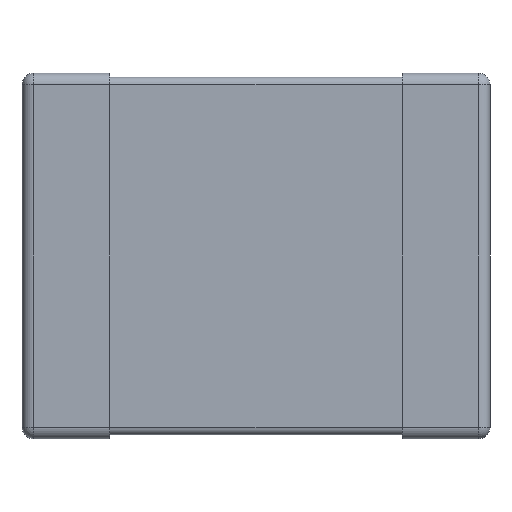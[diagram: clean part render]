
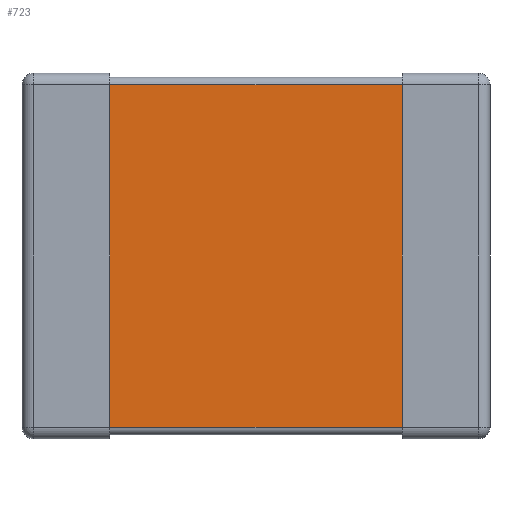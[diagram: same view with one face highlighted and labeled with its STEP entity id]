
A CAD part, front view. The second image highlights one B-rep face of the part: STEP entity #723.
In plain terms, the highlighted planar face has unit normal (0, -1, 0).
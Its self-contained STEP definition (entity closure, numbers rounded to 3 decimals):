
#12 = EDGE_CURVE ( 'NONE', #673, #970, #612, .T. ) ;
#44 = DIRECTION ( 'NONE',  ( 0., 0., 1. ) ) ;
#116 = DIRECTION ( 'NONE',  ( 0., 0., -1. ) ) ;
#225 = CARTESIAN_POINT ( 'NONE',  ( 1., 0.027, -1.17 ) ) ;
#232 = DIRECTION ( 'NONE',  ( -1., 0., 0. ) ) ;
#241 = VECTOR ( 'NONE', #116, 1000. ) ;
#272 = LINE ( 'NONE', #1228, #1127 ) ;
#308 = ORIENTED_EDGE ( 'NONE', *, *, #563, .T. ) ;
#327 = CARTESIAN_POINT ( 'NONE',  ( -1., 0.027, 1.17 ) ) ;
#351 = CARTESIAN_POINT ( 'NONE',  ( 500000., 0.027, 1.17 ) ) ;
#382 = ORIENTED_EDGE ( 'NONE', *, *, #384, .F. ) ;
#384 = EDGE_CURVE ( 'NONE', #659, #970, #272, .T. ) ;
#473 = LINE ( 'NONE', #1193, #241 ) ;
#488 = CARTESIAN_POINT ( 'NONE',  ( 1., 0.027, 1.17 ) ) ;
#495 = AXIS2_PLACEMENT_3D ( 'NONE', #351, #820, #44 ) ;
#510 = EDGE_LOOP ( 'NONE', ( #956, #308, #1031, #382 ) ) ;
#563 = EDGE_CURVE ( 'NONE', #1165, #673, #892, .T. ) ;
#567 = CARTESIAN_POINT ( 'NONE',  ( -1., 0.027, 1.17 ) ) ;
#612 = LINE ( 'NONE', #567, #1080 ) ;
#659 = VERTEX_POINT ( 'NONE', #225 ) ;
#673 = VERTEX_POINT ( 'NONE', #327 ) ;
#703 = EDGE_CURVE ( 'NONE', #1165, #659, #473, .T. ) ;
#723 = ADVANCED_FACE ( 'NONE', ( #1205 ), #727, .F. ) ;
#727 = PLANE ( 'NONE',  #495 ) ;
#762 = VECTOR ( 'NONE', #858, 1000. ) ;
#820 = DIRECTION ( 'NONE',  ( 0., 1., 0. ) ) ;
#857 = CARTESIAN_POINT ( 'NONE',  ( -1., 0.027, -1.17 ) ) ;
#858 = DIRECTION ( 'NONE',  ( -1., 0., 0. ) ) ;
#892 = LINE ( 'NONE', #937, #762 ) ;
#937 = CARTESIAN_POINT ( 'NONE',  ( 500000., 0.027, 1.17 ) ) ;
#956 = ORIENTED_EDGE ( 'NONE', *, *, #703, .F. ) ;
#970 = VERTEX_POINT ( 'NONE', #857 ) ;
#1031 = ORIENTED_EDGE ( 'NONE', *, *, #12, .T. ) ;
#1080 = VECTOR ( 'NONE', #1246, 1000. ) ;
#1127 = VECTOR ( 'NONE', #232, 1000. ) ;
#1165 = VERTEX_POINT ( 'NONE', #488 ) ;
#1193 = CARTESIAN_POINT ( 'NONE',  ( 1., 0.027, 1.17 ) ) ;
#1205 = FACE_OUTER_BOUND ( 'NONE', #510, .T. ) ;
#1228 = CARTESIAN_POINT ( 'NONE',  ( 500000., 0.027, -1.17 ) ) ;
#1246 = DIRECTION ( 'NONE',  ( 0., 0., -1. ) ) ;
